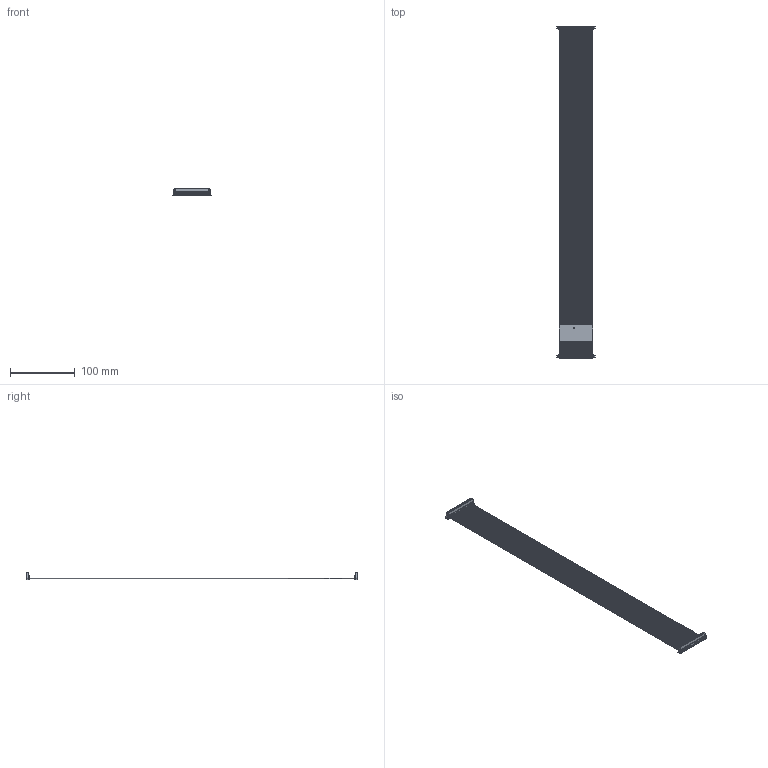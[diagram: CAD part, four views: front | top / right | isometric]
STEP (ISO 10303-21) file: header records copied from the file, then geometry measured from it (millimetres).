
FILE_DESCRIPTION(('CATIA V5 STEP Exchange','CAx-IF Rec.Pracs.--- Model Styling and Organization---1.4--- 2014-01-23'),'2;1');
FILE_NAME ('D1529475_0_2827380000_2827380000.stp','2022-05-03T05:38:52+00:00',('none'),('Weidmueller'),'CATIA Version 5-6 Release 2016 SP3 HF44','CATIA V5 STEP AP214','none');
FILE_SCHEMA(('AUTOMOTIVE_DESIGN { 1 0 10303 214 1 1 1 1 }'));
Products named in the file (1): 2827380000
Bounding box: 58.58 x 511.2 x 12.2 mm (x, y, z)
Volume: 14383.8 mm3; surface area: 140381 mm2
Topology: 85 solids, 85 shells, 9548 faces, 26352 edges, 17612 vertices
Faces by surface type: plane 7224, cylinder 2090, extrusion 130, cone 104
Entity records: 310755 total; most frequent: CARTESIAN_POINT 70593, ORIENTED_EDGE 52704, DIRECTION 42460, EDGE_CURVE 26352, VECTOR 21652, LINE 21522, VERTEX_POINT 17612, AXIS2_PLACEMENT_3D 11547
